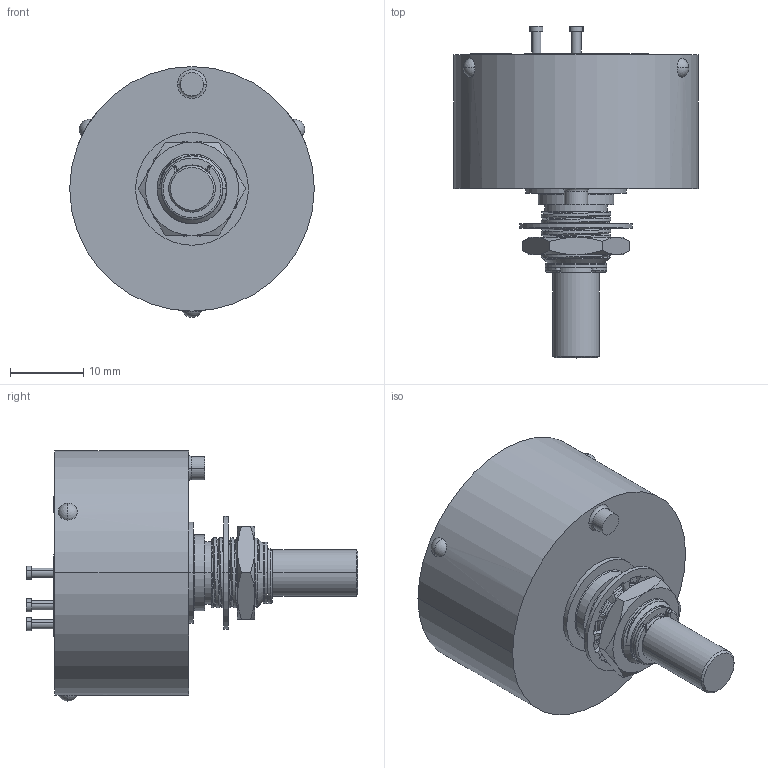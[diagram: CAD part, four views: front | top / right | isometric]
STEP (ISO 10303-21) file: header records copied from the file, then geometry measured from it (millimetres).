
FILE_DESCRIPTION((''),'2;1');
FILE_NAME('5310-21-1_SW0002','2013-08-05T',('bmozley'),(''),'PRO/ENGINEER BY PARAMETRIC TECHNOLOGY CORPORATION, 2013150','PRO/ENGINEER BY PARAMETRIC TECHNOLOGY CORPORATION, 2013150','');
FILE_SCHEMA(('CONFIG_CONTROL_DESIGN'));
Length unit declared in the file: inch
Products named in the file (1): 5310-21-1_SW0002
Bounding box: 33.32 x 45.24 x 34.19 mm (x, y, z)
Volume: 17212.2 mm3; surface area: 6252.5 mm2
Topology: 2 solids, 3 shells, 1134 faces, 3283 edges, 2155 vertices
Faces by surface type: plane 697, cylinder 183, extrusion 151, bspline 56, cone 26, torus 15, sphere 6
Entity records: 44358 total; most frequent: CARTESIAN_POINT 14898, ORIENTED_EDGE 6554, DIRECTION 5546, EDGE_CURVE 3277, VERTEX_POINT 2155, VECTOR 1978, LINE 1827, AXIS2_PLACEMENT_3D 1784
